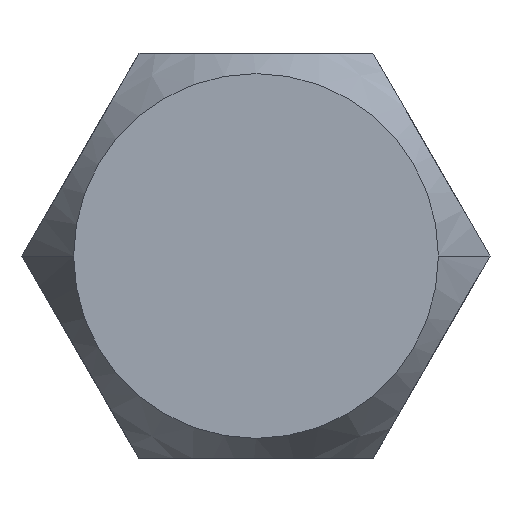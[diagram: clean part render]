
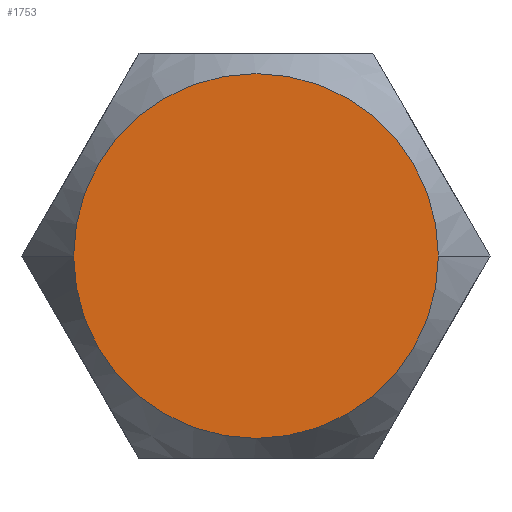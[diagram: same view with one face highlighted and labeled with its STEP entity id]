
A CAD part, front view. The second image highlights one B-rep face of the part: STEP entity #1753.
In plain terms, the highlighted planar face has unit normal (0, -1, 0).
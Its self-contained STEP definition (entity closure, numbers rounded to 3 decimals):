
#248 = DIRECTION ( 'NONE',  ( 0., 1., 0. ) ) ;
#510 = DIRECTION ( 'NONE',  ( -1., 0., 0. ) ) ;
#511 = PLANE ( 'NONE',  #3660 ) ;
#742 = CARTESIAN_POINT ( 'NONE',  ( -2.858, 0., 0. ) ) ;
#948 = CARTESIAN_POINT ( 'NONE',  ( 2.858, 0., 0. ) ) ;
#1144 = VERTEX_POINT ( 'NONE', #948 ) ;
#1217 = DIRECTION ( 'NONE',  ( 0., 1., 0. ) ) ;
#1231 = FACE_OUTER_BOUND ( 'NONE', #3543, .T. ) ;
#1284 = ORIENTED_EDGE ( 'NONE', *, *, #3212, .F. ) ;
#1753 = ADVANCED_FACE ( 'NONE', ( #1231 ), #511, .T. ) ;
#1956 = DIRECTION ( 'NONE',  ( 1., 0., 0. ) ) ;
#1989 = DIRECTION ( 'NONE',  ( -1., 0., 0. ) ) ;
#2298 = CIRCLE ( 'NONE', #3915, 2.858 ) ;
#2376 = CARTESIAN_POINT ( 'NONE',  ( 0., 0., 0. ) ) ;
#2554 = EDGE_CURVE ( 'NONE', #1144, #4492, #2298, .T. ) ;
#2601 = ORIENTED_EDGE ( 'NONE', *, *, #2554, .F. ) ;
#2653 = CARTESIAN_POINT ( 'NONE',  ( 0., 0., 6.35 ) ) ;
#2831 = CIRCLE ( 'NONE', #3411, 2.858 ) ;
#3212 = EDGE_CURVE ( 'NONE', #4492, #1144, #2831, .T. ) ;
#3411 = AXIS2_PLACEMENT_3D ( 'NONE', #3656, #1217, #510 ) ;
#3543 = EDGE_LOOP ( 'NONE', ( #1284, #2601 ) ) ;
#3656 = CARTESIAN_POINT ( 'NONE',  ( 0., 0., 0. ) ) ;
#3660 = AXIS2_PLACEMENT_3D ( 'NONE', #2653, #4410, #1956 ) ;
#3915 = AXIS2_PLACEMENT_3D ( 'NONE', #2376, #248, #1989 ) ;
#4410 = DIRECTION ( 'NONE',  ( 0., -1., 0. ) ) ;
#4492 = VERTEX_POINT ( 'NONE', #742 ) ;
